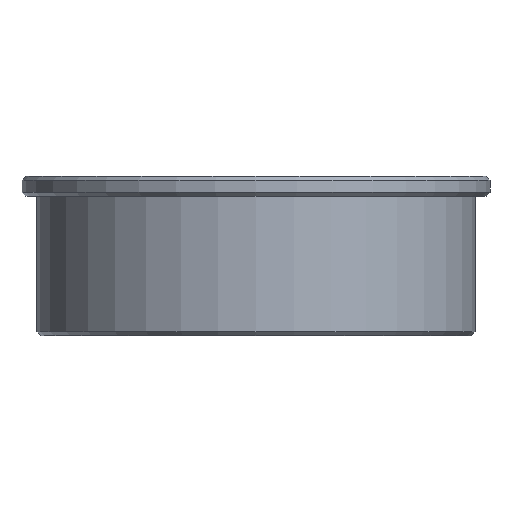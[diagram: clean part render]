
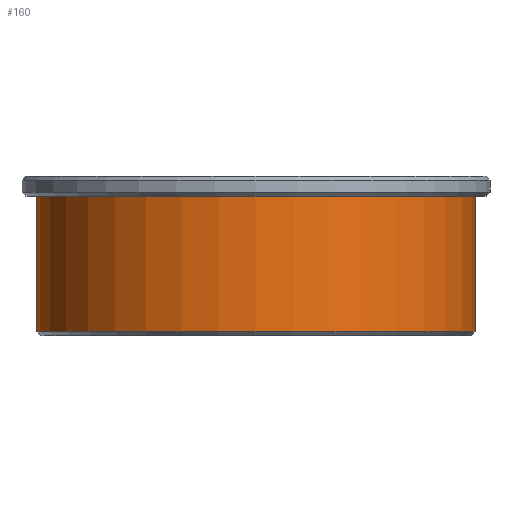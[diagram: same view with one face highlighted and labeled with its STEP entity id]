
A CAD part, front view. The second image highlights one B-rep face of the part: STEP entity #160.
In plain terms, the highlighted cylindrical face has radius 110 mm (diameter 220 mm), a full revolution.
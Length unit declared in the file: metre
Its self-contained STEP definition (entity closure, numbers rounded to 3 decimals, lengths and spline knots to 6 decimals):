
#160=ADVANCED_FACE('',(#189,#190),#191,.T.);
#189=FACE_OUTER_BOUND('',#234,.T.);
#190=FACE_OUTER_BOUND('',#235,.T.);
#191=CYLINDRICAL_SURFACE('',#236,0.11);
#234=EDGE_LOOP('',(#301));
#235=EDGE_LOOP('',(#302));
#236=AXIS2_PLACEMENT_3D('',#303,#304,#305);
#301=ORIENTED_EDGE('',*,*,#368,.T.);
#302=ORIENTED_EDGE('',*,*,#369,.F.);
#303=CARTESIAN_POINT('',(0.0,0.0,0.0));
#304=DIRECTION('',(0.0,0.,-1.0));
#305=DIRECTION('',(0.0,1.0,0.));
#368=EDGE_CURVE('',#403,#403,#404,.T.);
#369=EDGE_CURVE('',#405,#405,#406,.T.);
#403=VERTEX_POINT('',#517);
#404=CIRCLE('',#518,0.11);
#405=VERTEX_POINT('',#519);
#406=CIRCLE('',#520,0.11);
#517=CARTESIAN_POINT('',(0.0,0.11,0.07));
#518=AXIS2_PLACEMENT_3D('',#559,#560,#561);
#519=CARTESIAN_POINT('',(0.0,0.11,0.002));
#520=AXIS2_PLACEMENT_3D('',#562,#563,#564);
#559=CARTESIAN_POINT('',(0.0,0.,0.07));
#560=DIRECTION('',(0.0,0.,-1.0));
#561=DIRECTION('',(0.0,1.0,0.));
#562=CARTESIAN_POINT('',(0.0,0.0,0.002));
#563=DIRECTION('',(0.0,0.,-1.0));
#564=DIRECTION('',(0.0,1.0,0.));
